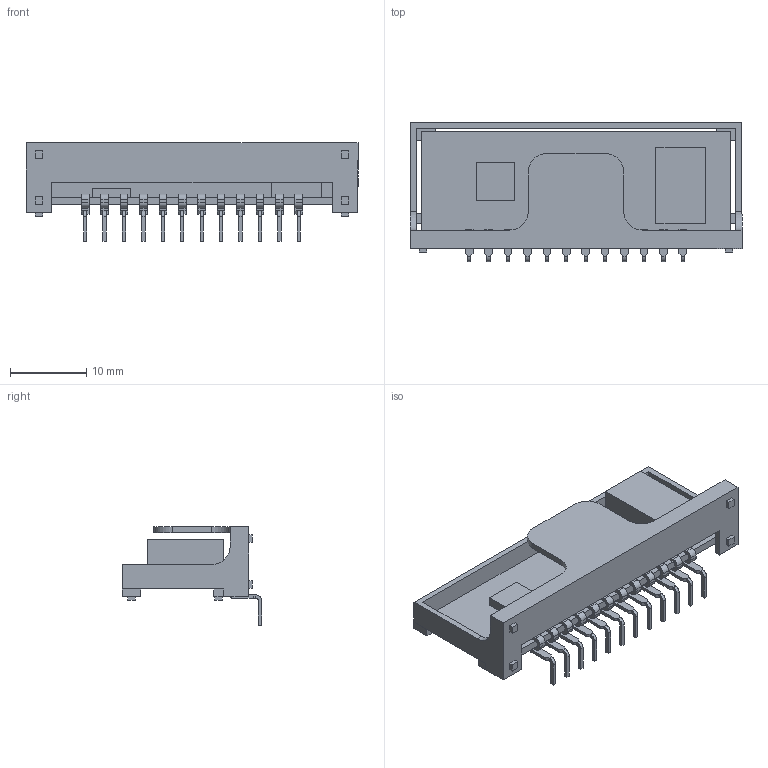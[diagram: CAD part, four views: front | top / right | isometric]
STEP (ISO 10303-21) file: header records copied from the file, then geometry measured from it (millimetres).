
FILE_DESCRIPTION((''),'2;1');
FILE_NAME('TEXAS_EBA (R-PSIP-T12).stp','2013-04-23T11:14:01',(''),(''),'Mechanical Desktop 2011','Mechanical Desktop 2011',', , ');
FILE_SCHEMA(('AUTOMOTIVE_DESIGN { 1 2 10303 214 1 1 1 1 }'));
Length unit declared in the file: millimetre
Products named in the file (1): Product
Bounding box: 43.43 x 18.23 x 12.91 mm (x, y, z)
Volume: 1596.2 mm3; surface area: 3736.3 mm2
Topology: 28 solids, 28 shells, 456 faces, 1206 edges, 804 vertices
Faces by surface type: plane 292, cylinder 102, bspline 62
Entity records: 14050 total; most frequent: CARTESIAN_POINT 2653, ORIENTED_EDGE 2412, DIRECTION 2200, EDGE_CURVE 1206, VECTOR 1002, LINE 1002, VERTEX_POINT 804, AXIS2_PLACEMENT_3D 599
